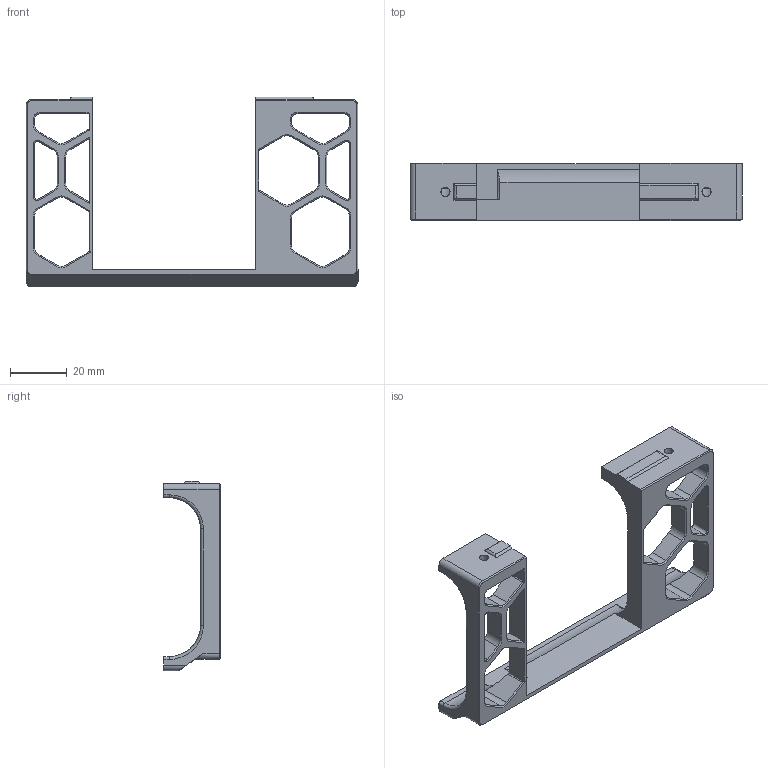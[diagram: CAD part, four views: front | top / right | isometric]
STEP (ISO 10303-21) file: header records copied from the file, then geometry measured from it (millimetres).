
FILE_DESCRIPTION(/* description */ (''),/* implementation_level */ '2;1');
FILE_NAME(/* name */ '250CenterRear v2.step',/* time_stamp */ '2023-01-11T19:43:05-07:00',/* author */ (''),/* organization */ (''),/* preprocessor_version */ 'ST-DEVELOPER v19.2',/* originating_system */ 'Autodesk Translation Framework v11.17.0.187',/* authorisation */ '');
FILE_SCHEMA (('AUTOMOTIVE_DESIGN { 1 0 10303 214 3 1 1 }'));
Length unit declared in the file: millimetre
Products named in the file (1): 250CenterRear
Bounding box: 117 x 20 x 66.8 mm (x, y, z)
Volume: 24134.9 mm3; surface area: 15942.2 mm2
Topology: 1 solids, 1 shells, 223 faces, 596 edges, 369 vertices
Faces by surface type: plane 113, cylinder 64, cone 42, torus 4
Full cylindrical faces by diameter (mm): 3.2 x2, 6 x2
Entity records: 7141 total; most frequent: CARTESIAN_POINT 1456, ORIENTED_EDGE 1192, DIRECTION 1189, EDGE_CURVE 596, AXIS2_PLACEMENT_3D 401, LINE 387, VECTOR 387, VERTEX_POINT 369
